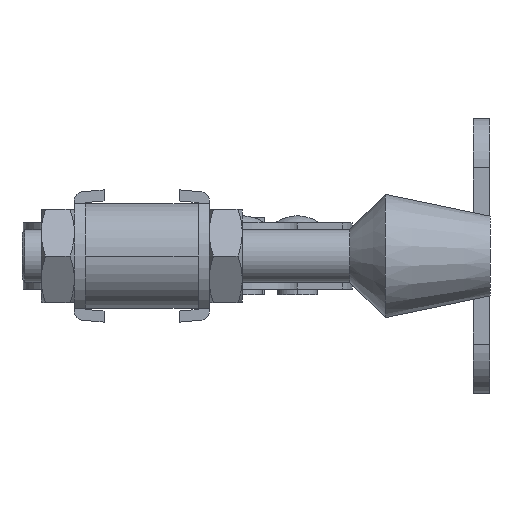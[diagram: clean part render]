
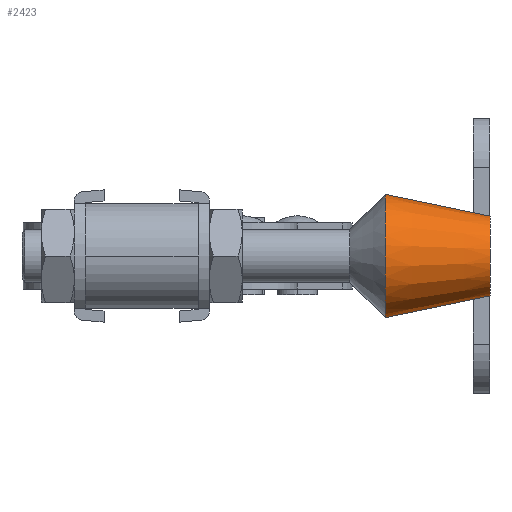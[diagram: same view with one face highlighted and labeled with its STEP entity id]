
A CAD part, left-side view. The second image highlights one B-rep face of the part: STEP entity #2423.
In plain terms, the highlighted conical face has half-angle 11.744 degrees and reference radius 7.25 mm.
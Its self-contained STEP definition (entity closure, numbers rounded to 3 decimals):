
#115 = ORIENTED_EDGE ( 'NONE', *, *, #6323, .T. ) ;
#370 = VERTEX_POINT ( 'NONE', #7049 ) ;
#402 = DIRECTION ( 'NONE',  ( 0., 0.979, 0.204 ) ) ;
#421 = CARTESIAN_POINT ( 'NONE',  ( -109.082, 0., 7.25 ) ) ;
#681 = CARTESIAN_POINT ( 'NONE',  ( -109.082, 0., -7.25 ) ) ;
#1031 = EDGE_CURVE ( 'NONE', #370, #4960, #7545, .T. ) ;
#1218 = DIRECTION ( 'NONE',  ( 0., -1., 0. ) ) ;
#1492 = DIRECTION ( 'NONE',  ( 0., 0., 1. ) ) ;
#2039 = ORIENTED_EDGE ( 'NONE', *, *, #4782, .T. ) ;
#2181 = ORIENTED_EDGE ( 'NONE', *, *, #1031, .F. ) ;
#2299 = VECTOR ( 'NONE', #4753, 1000. ) ;
#2354 = ORIENTED_EDGE ( 'NONE', *, *, #8279, .F. ) ;
#2392 = VERTEX_POINT ( 'NONE', #2526 ) ;
#2423 = ADVANCED_FACE ( 'NONE', ( #3501 ), #3201, .T. ) ;
#2526 = CARTESIAN_POINT ( 'NONE',  ( -109.082, 19., -11.2 ) ) ;
#2747 = AXIS2_PLACEMENT_3D ( 'NONE', #5322, #1218, #5973 ) ;
#3157 = CARTESIAN_POINT ( 'NONE',  ( -109.082, 19., 11.2 ) ) ;
#3201 = CONICAL_SURFACE ( 'NONE', #3897, 7.25, 0.205 ) ;
#3246 = EDGE_LOOP ( 'NONE', ( #2354, #2181, #2039, #115 ) ) ;
#3501 = FACE_OUTER_BOUND ( 'NONE', #3246, .T. ) ;
#3892 = LINE ( 'NONE', #421, #5663 ) ;
#3897 = AXIS2_PLACEMENT_3D ( 'NONE', #5451, #7219, #1492 ) ;
#3979 = AXIS2_PLACEMENT_3D ( 'NONE', #8317, #8282, #4937 ) ;
#4753 = DIRECTION ( 'NONE',  ( 0., 0.979, -0.204 ) ) ;
#4782 = EDGE_CURVE ( 'NONE', #370, #8624, #3892, .T. ) ;
#4937 = DIRECTION ( 'NONE',  ( 0., 0., -1. ) ) ;
#4960 = VERTEX_POINT ( 'NONE', #8775 ) ;
#5322 = CARTESIAN_POINT ( 'NONE',  ( -109.082, 19., 0. ) ) ;
#5451 = CARTESIAN_POINT ( 'NONE',  ( -109.082, 0., 0. ) ) ;
#5663 = VECTOR ( 'NONE', #402, 1000. ) ;
#5973 = DIRECTION ( 'NONE',  ( 0., 0., -1. ) ) ;
#6323 = EDGE_CURVE ( 'NONE', #8624, #2392, #8512, .T. ) ;
#7049 = CARTESIAN_POINT ( 'NONE',  ( -109.082, 0., 7.25 ) ) ;
#7219 = DIRECTION ( 'NONE',  ( 0., 1., 0. ) ) ;
#7545 = CIRCLE ( 'NONE', #3979, 7.25 ) ;
#7711 = LINE ( 'NONE', #681, #2299 ) ;
#8279 = EDGE_CURVE ( 'NONE', #4960, #2392, #7711, .T. ) ;
#8282 = DIRECTION ( 'NONE',  ( 0., -1., 0. ) ) ;
#8317 = CARTESIAN_POINT ( 'NONE',  ( -109.082, 0., 0. ) ) ;
#8512 = CIRCLE ( 'NONE', #2747, 11.2 ) ;
#8624 = VERTEX_POINT ( 'NONE', #3157 ) ;
#8775 = CARTESIAN_POINT ( 'NONE',  ( -109.082, 0., -7.25 ) ) ;
